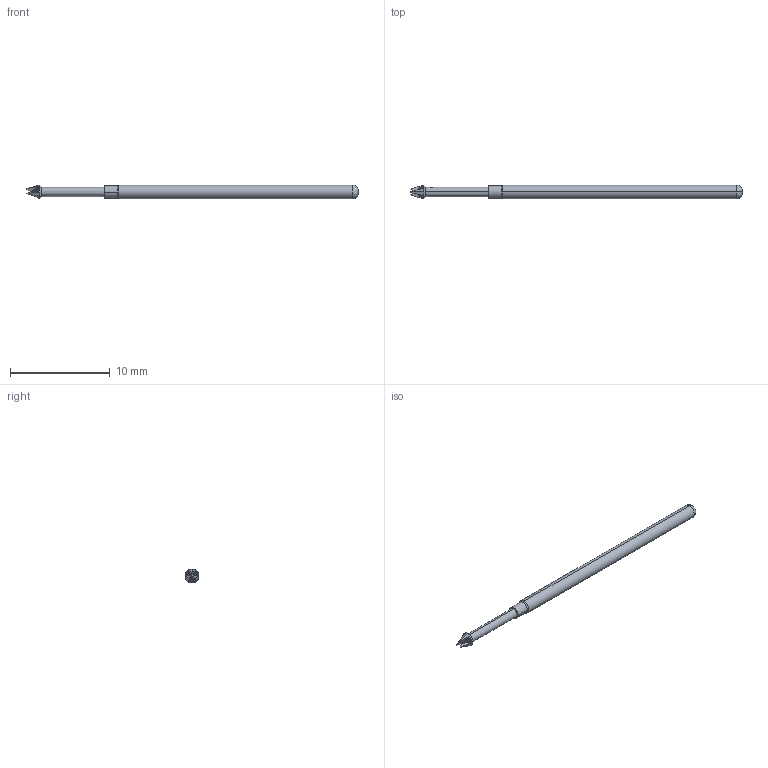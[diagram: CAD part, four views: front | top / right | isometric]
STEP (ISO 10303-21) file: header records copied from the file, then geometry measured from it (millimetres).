
FILE_DESCRIPTION (( 'STEP AP214' ), '1' );
FILE_NAME ('100-PRP2508_-_.STEP', '2016-05-26T12:18:00', ( 'spare' ), ( '' ), 'SwSTEP 2.0', 'SolidWorks 2016', '' );
FILE_SCHEMA (( 'AUTOMOTIVE_DESIGN' ));
Length unit declared in the file: inch
Products named in the file (1): 100-PRP2508_-_
Bounding box: 33.28 x 1.39 x 1.39 mm (x, y, z)
Volume: 41.9 mm3; surface area: 133.7 mm2
Topology: 1 solids, 1 shells, 72 faces, 152 edges, 83 vertices
Faces by surface type: cylinder 49, cone 16, plane 5, torus 2
Entity records: 2910 total; most frequent: CARTESIAN_POINT 651, ORIENTED_EDGE 304, DIRECTION 224, EDGE_CURVE 152, AXIS2_PLACEMENT_3D 105, VERTEX_POINT 83, DIMENSIONAL_EXPONENTS 75, LENGTH_MEASURE_WITH_UNIT 75
